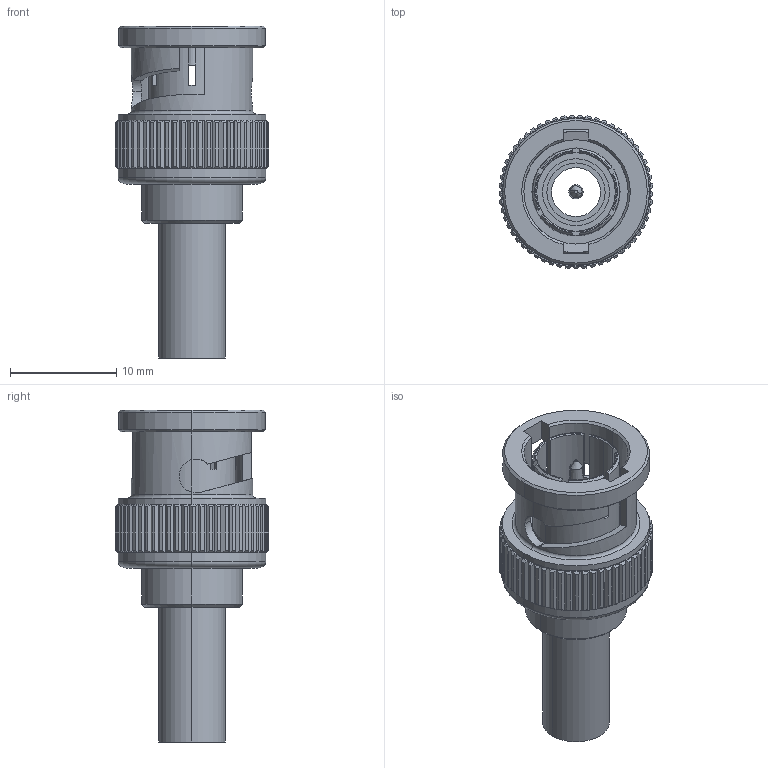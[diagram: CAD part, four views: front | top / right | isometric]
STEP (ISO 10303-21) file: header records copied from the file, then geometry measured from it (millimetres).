
FILE_DESCRIPTION (( 'STEP AP214' ), '1' );
FILE_NAME ('10-005-D126-FR.STEP', '2025-10-22T16:52:51', ( '' ), ( '' ), 'SwSTEP 2.0', 'SolidWorks 2025', '' );
FILE_SCHEMA (( 'AUTOMOTIVE_DESIGN' ));
Length unit declared in the file: millimetre
Products named in the file (1): 10-005-D126-FR
Bounding box: 14.5 x 14.5 x 31.3 mm (x, y, z)
Surface area: 2417 mm2 (no closed solid volume)
Topology: 0 solids, 7 shells, 400 faces, 1169 edges, 775 vertices
Faces by surface type: plane 158, cone 151, cylinder 87, torus 4
Entity records: 13678 total; most frequent: CARTESIAN_POINT 3309, ORIENTED_EDGE 2312, DIRECTION 2034, EDGE_CURVE 1169, VERTEX_POINT 775, AXIS2_PLACEMENT_3D 754, VECTOR 526, LINE 526
